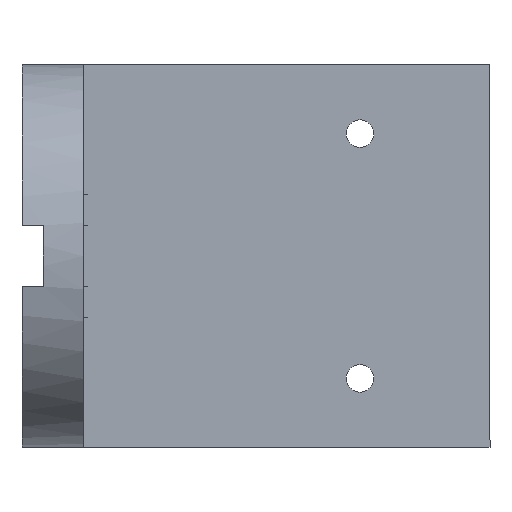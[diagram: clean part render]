
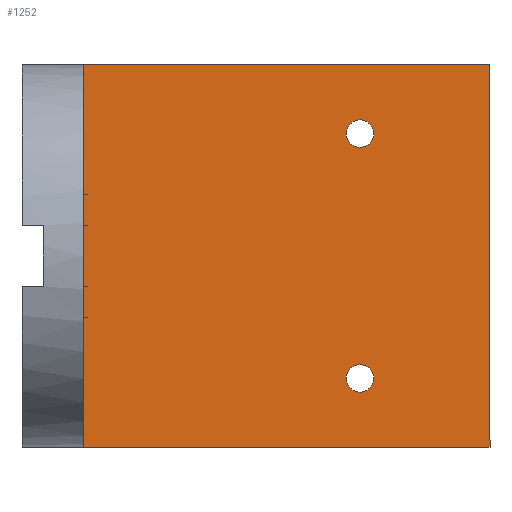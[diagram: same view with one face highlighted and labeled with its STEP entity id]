
A CAD part, front view. The second image highlights one B-rep face of the part: STEP entity #1252.
In plain terms, the highlighted planar face has unit normal (0, -1, 0).
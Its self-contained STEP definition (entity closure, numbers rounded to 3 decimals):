
#79=FACE_BOUND('',#254,.T.);
#80=FACE_BOUND('',#255,.T.);
#107=PLANE('',#1374);
#172=FACE_OUTER_BOUND('',#253,.T.);
#253=EDGE_LOOP('',(#1164,#1165,#1166,#1167));
#254=EDGE_LOOP('',(#1168));
#255=EDGE_LOOP('',(#1169));
#302=LINE('',#2079,#401);
#330=LINE('',#2320,#429);
#352=LINE('',#2400,#451);
#354=LINE('',#2410,#453);
#401=VECTOR('',#1497,10.);
#429=VECTOR('',#1595,10.);
#451=VECTOR('',#1683,10.);
#453=VECTOR('',#1689,10.);
#490=CIRCLE('',#1324,0.9);
#492=CIRCLE('',#1327,0.9);
#578=VERTEX_POINT('',#2076);
#579=VERTEX_POINT('',#2078);
#598=VERTEX_POINT('',#2157);
#600=VERTEX_POINT('',#2163);
#609=VERTEX_POINT('',#2317);
#610=VERTEX_POINT('',#2319);
#711=EDGE_CURVE('',#579,#578,#302,.T.);
#741=EDGE_CURVE('',#598,#598,#490,.T.);
#744=EDGE_CURVE('',#600,#600,#492,.T.);
#766=EDGE_CURVE('',#609,#610,#330,.T.);
#803=EDGE_CURVE('',#610,#578,#352,.T.);
#805=EDGE_CURVE('',#609,#579,#354,.T.);
#1164=ORIENTED_EDGE('',*,*,#711,.T.);
#1165=ORIENTED_EDGE('',*,*,#803,.F.);
#1166=ORIENTED_EDGE('',*,*,#766,.F.);
#1167=ORIENTED_EDGE('',*,*,#805,.T.);
#1168=ORIENTED_EDGE('',*,*,#741,.T.);
#1169=ORIENTED_EDGE('',*,*,#744,.T.);
#1252=ADVANCED_FACE('',(#172,#79,#80),#107,.T.);
#1324=AXIS2_PLACEMENT_3D('',#2159,#1553,#1554);
#1327=AXIS2_PLACEMENT_3D('',#2165,#1560,#1561);
#1374=AXIS2_PLACEMENT_3D('',#2411,#1690,#1691);
#1497=DIRECTION('',(-1.,0.,0.));
#1553=DIRECTION('center_axis',(0.,1.,0.));
#1554=DIRECTION('ref_axis',(1.,0.,0.));
#1560=DIRECTION('center_axis',(0.,1.,0.));
#1561=DIRECTION('ref_axis',(1.,0.,0.));
#1595=DIRECTION('',(-1.,0.,0.));
#1683=DIRECTION('',(0.,0.,1.));
#1689=DIRECTION('',(0.,0.,1.));
#1690=DIRECTION('center_axis',(0.,-1.,0.));
#1691=DIRECTION('ref_axis',(1.,0.,0.));
#2076=CARTESIAN_POINT('',(-40.6,6.,12.5));
#2078=CARTESIAN_POINT('',(-14.,6.,12.5));
#2079=CARTESIAN_POINT('',(-34.95,6.,12.5));
#2157=CARTESIAN_POINT('',(-23.4,6.,8.));
#2159=CARTESIAN_POINT('Origin',(-22.5,6.,8.));
#2163=CARTESIAN_POINT('',(-23.4,6.,-8.));
#2165=CARTESIAN_POINT('Origin',(-22.5,6.,-8.));
#2317=CARTESIAN_POINT('',(-14.,6.,-12.5));
#2319=CARTESIAN_POINT('',(-40.6,6.,-12.5));
#2320=CARTESIAN_POINT('',(-11.2,6.,-12.5));
#2400=CARTESIAN_POINT('',(-40.6,6.,-12.5));
#2410=CARTESIAN_POINT('',(-14.,6.,-12.5));
#2411=CARTESIAN_POINT('Origin',(-40.6,6.,-12.5));
